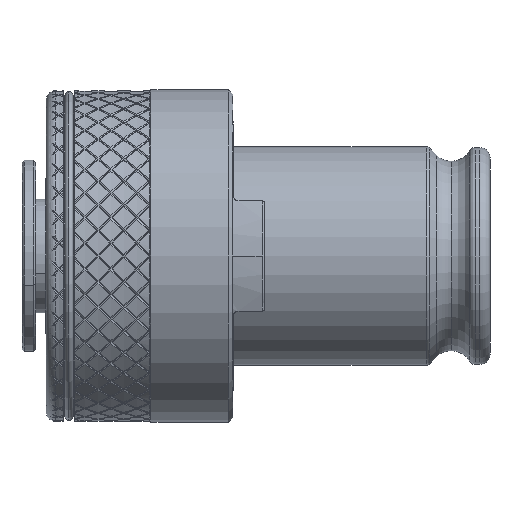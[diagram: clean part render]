
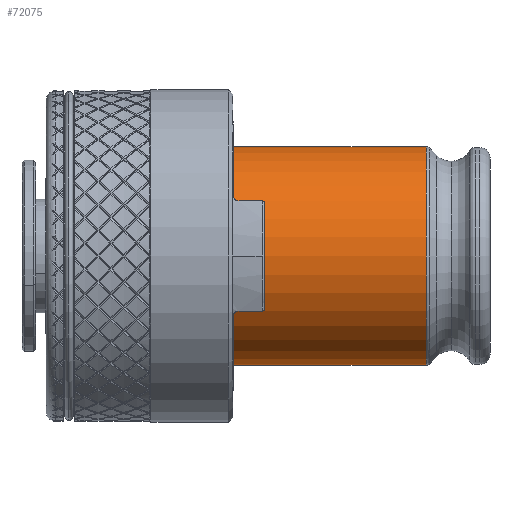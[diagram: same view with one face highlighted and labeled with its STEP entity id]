
A CAD part, front view. The second image highlights one B-rep face of the part: STEP entity #72075.
In plain terms, the highlighted cylindrical face has radius 24 mm (diameter 48 mm), a partial arc.
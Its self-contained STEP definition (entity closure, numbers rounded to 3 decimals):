
#1215 = CARTESIAN_POINT ( 'NONE',  ( 53.18, 0., -24. ) ) ;
#3238 = CARTESIAN_POINT ( 'NONE',  ( 0., 0., -24. ) ) ;
#7161 = CIRCLE ( 'NONE', #35527, 24. ) ;
#7462 = DIRECTION ( 'NONE',  ( 1., 0., 0. ) ) ;
#9225 = VERTEX_POINT ( 'NONE', #31265 ) ;
#10170 = EDGE_CURVE ( 'NONE', #61797, #9225, #10675, .T. ) ;
#10648 = CIRCLE ( 'NONE', #71947, 24. ) ;
#10675 = LINE ( 'NONE', #12937, #71556 ) ;
#12609 = CARTESIAN_POINT ( 'NONE',  ( 53.18, 0., 0. ) ) ;
#12937 = CARTESIAN_POINT ( 'NONE',  ( 0., 0., 24. ) ) ;
#14452 = LINE ( 'NONE', #3238, #59682 ) ;
#18573 = DIRECTION ( 'NONE',  ( 0., 0., -1. ) ) ;
#24050 = ORIENTED_EDGE ( 'NONE', *, *, #74565, .T. ) ;
#24486 = CARTESIAN_POINT ( 'NONE',  ( 0., 0., 0. ) ) ;
#25307 = EDGE_CURVE ( 'NONE', #61797, #65183, #7161, .T. ) ;
#26268 = CYLINDRICAL_SURFACE ( 'NONE', #32512, 24. ) ;
#28115 = FACE_OUTER_BOUND ( 'NONE', #73499, .T. ) ;
#30356 = DIRECTION ( 'NONE',  ( 1., 0., 0. ) ) ;
#31265 = CARTESIAN_POINT ( 'NONE',  ( 53.18, 0., 24. ) ) ;
#32512 = AXIS2_PLACEMENT_3D ( 'NONE', #24486, #30356, #59809 ) ;
#35527 = AXIS2_PLACEMENT_3D ( 'NONE', #42783, #7462, #48748 ) ;
#36046 = CARTESIAN_POINT ( 'NONE',  ( 9.884, 0., 24. ) ) ;
#42199 = ORIENTED_EDGE ( 'NONE', *, *, #25307, .T. ) ;
#42381 = EDGE_CURVE ( 'NONE', #9225, #56617, #10648, .T. ) ;
#42783 = CARTESIAN_POINT ( 'NONE',  ( 9.884, 0., 0. ) ) ;
#48748 = DIRECTION ( 'NONE',  ( 0., 0., -1. ) ) ;
#53897 = DIRECTION ( 'NONE',  ( 1., 0., 0. ) ) ;
#56478 = DIRECTION ( 'NONE',  ( 1., 0., 0. ) ) ;
#56617 = VERTEX_POINT ( 'NONE', #1215 ) ;
#59682 = VECTOR ( 'NONE', #56478, 1000. ) ;
#59809 = DIRECTION ( 'NONE',  ( 0., 0., -1. ) ) ;
#60159 = DIRECTION ( 'NONE',  ( 1., 0., 0. ) ) ;
#61797 = VERTEX_POINT ( 'NONE', #36046 ) ;
#62114 = CARTESIAN_POINT ( 'NONE',  ( 9.884, 0., -24. ) ) ;
#62744 = ORIENTED_EDGE ( 'NONE', *, *, #42381, .F. ) ;
#65183 = VERTEX_POINT ( 'NONE', #62114 ) ;
#71556 = VECTOR ( 'NONE', #60159, 1000. ) ;
#71947 = AXIS2_PLACEMENT_3D ( 'NONE', #12609, #53897, #18573 ) ;
#72075 = ADVANCED_FACE ( 'NONE', ( #28115 ), #26268, .T. ) ;
#73499 = EDGE_LOOP ( 'NONE', ( #73617, #42199, #24050, #62744 ) ) ;
#73617 = ORIENTED_EDGE ( 'NONE', *, *, #10170, .F. ) ;
#74565 = EDGE_CURVE ( 'NONE', #65183, #56617, #14452, .T. ) ;
